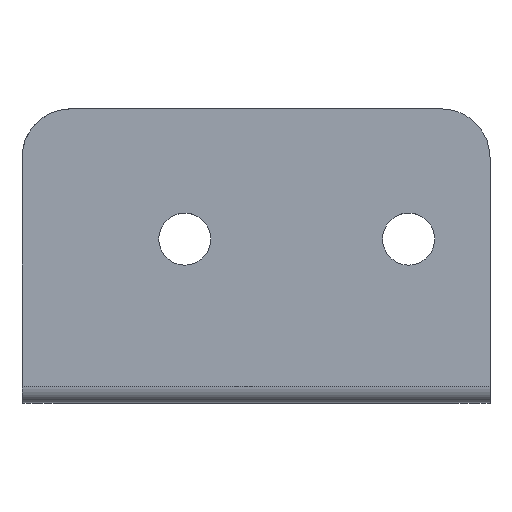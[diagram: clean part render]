
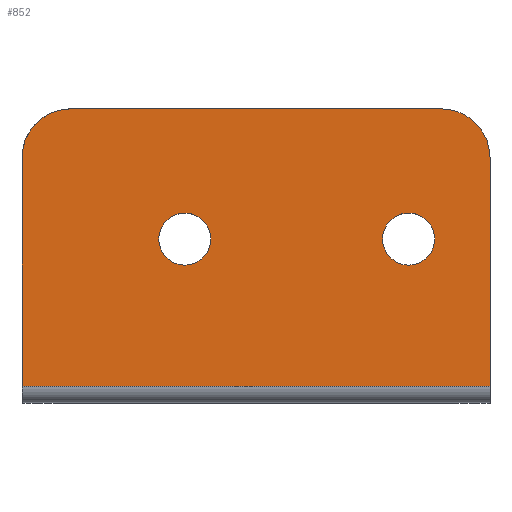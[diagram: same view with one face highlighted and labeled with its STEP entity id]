
A CAD part, top view. The second image highlights one B-rep face of the part: STEP entity #852.
In plain terms, the highlighted planar face has unit normal (0, 0, 1).
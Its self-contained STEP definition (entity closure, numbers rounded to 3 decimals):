
#16=FACE_BOUND('',#125,.T.);
#17=FACE_BOUND('',#126,.T.);
#26=PLANE('',#920);
#76=FACE_OUTER_BOUND('',#124,.T.);
#124=EDGE_LOOP('',(#605,#606,#607,#608,#609,#610));
#125=EDGE_LOOP('',(#611));
#126=EDGE_LOOP('',(#612));
#186=LINE('',#1303,#269);
#190=LINE('',#1311,#273);
#191=LINE('',#1313,#274);
#192=LINE('',#1315,#275);
#269=VECTOR('',#1028,10.);
#273=VECTOR('',#1034,10.);
#274=VECTOR('',#1035,10.);
#275=VECTOR('',#1036,10.);
#341=CIRCLE('',#918,3.);
#342=CIRCLE('',#921,3.);
#343=CIRCLE('',#922,1.6);
#344=CIRCLE('',#923,1.6);
#382=VERTEX_POINT('',#1296);
#383=VERTEX_POINT('',#1298);
#384=VERTEX_POINT('',#1302);
#387=VERTEX_POINT('',#1310);
#388=VERTEX_POINT('',#1312);
#389=VERTEX_POINT('',#1314);
#390=VERTEX_POINT('',#1317);
#391=VERTEX_POINT('',#1319);
#467=EDGE_CURVE('',#382,#383,#341,.T.);
#469=EDGE_CURVE('',#384,#383,#186,.T.);
#473=EDGE_CURVE('',#382,#387,#190,.T.);
#474=EDGE_CURVE('',#388,#387,#191,.T.);
#475=EDGE_CURVE('',#388,#389,#192,.T.);
#476=EDGE_CURVE('',#384,#389,#342,.T.);
#477=EDGE_CURVE('',#390,#390,#343,.T.);
#478=EDGE_CURVE('',#391,#391,#344,.T.);
#605=ORIENTED_EDGE('',*,*,#467,.F.);
#606=ORIENTED_EDGE('',*,*,#473,.T.);
#607=ORIENTED_EDGE('',*,*,#474,.F.);
#608=ORIENTED_EDGE('',*,*,#475,.T.);
#609=ORIENTED_EDGE('',*,*,#476,.F.);
#610=ORIENTED_EDGE('',*,*,#469,.T.);
#611=ORIENTED_EDGE('',*,*,#477,.F.);
#612=ORIENTED_EDGE('',*,*,#478,.F.);
#852=ADVANCED_FACE('',(#76,#16,#17),#26,.F.);
#918=AXIS2_PLACEMENT_3D('',#1299,#1023,#1024);
#920=AXIS2_PLACEMENT_3D('',#1309,#1032,#1033);
#921=AXIS2_PLACEMENT_3D('',#1316,#1037,#1038);
#922=AXIS2_PLACEMENT_3D('',#1318,#1039,#1040);
#923=AXIS2_PLACEMENT_3D('',#1320,#1041,#1042);
#1023=DIRECTION('center_axis',(0.,0.,-1.));
#1024=DIRECTION('ref_axis',(-0.707,0.707,0.));
#1028=DIRECTION('',(-1.,0.,0.));
#1032=DIRECTION('center_axis',(0.,0.,-1.));
#1033=DIRECTION('ref_axis',(-1.,0.,0.));
#1034=DIRECTION('',(0.,-1.,0.));
#1035=DIRECTION('',(-1.,0.,0.));
#1036=DIRECTION('',(0.,1.,0.));
#1037=DIRECTION('center_axis',(0.,0.,-1.));
#1038=DIRECTION('ref_axis',(0.707,0.707,0.));
#1039=DIRECTION('center_axis',(0.,0.,1.));
#1040=DIRECTION('ref_axis',(-1.,0.,0.));
#1041=DIRECTION('center_axis',(0.,0.,1.));
#1042=DIRECTION('ref_axis',(-1.,0.,0.));
#1296=CARTESIAN_POINT('',(-10.,-15.3,13.));
#1298=CARTESIAN_POINT('',(-7.,-12.3,13.));
#1299=CARTESIAN_POINT('Origin',(-7.,-15.3,13.));
#1302=CARTESIAN_POINT('',(15.75,-12.3,13.));
#1303=CARTESIAN_POINT('',(18.75,-12.3,13.));
#1309=CARTESIAN_POINT('Origin',(4.375,-21.325,13.));
#1310=CARTESIAN_POINT('',(-10.,-29.35,13.));
#1311=CARTESIAN_POINT('',(-10.,-12.3,13.));
#1312=CARTESIAN_POINT('',(18.75,-29.35,13.));
#1313=CARTESIAN_POINT('',(11.563,-29.35,13.));
#1314=CARTESIAN_POINT('',(18.75,-15.3,13.));
#1315=CARTESIAN_POINT('',(18.75,-30.35,13.));
#1316=CARTESIAN_POINT('Origin',(15.75,-15.3,13.));
#1317=CARTESIAN_POINT('',(15.35,-20.3,13.));
#1318=CARTESIAN_POINT('Origin',(13.75,-20.3,13.));
#1319=CARTESIAN_POINT('',(1.6,-20.3,13.));
#1320=CARTESIAN_POINT('Origin',(0.,-20.3,13.));
